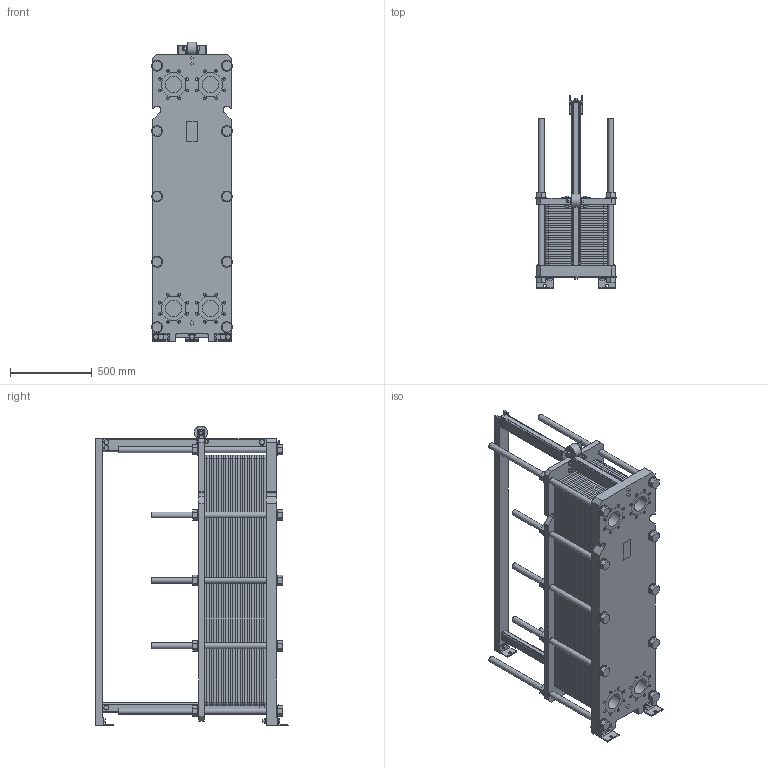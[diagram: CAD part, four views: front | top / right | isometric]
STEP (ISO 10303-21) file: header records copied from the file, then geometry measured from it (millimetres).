
FILE_DESCRIPTION(/* description */ (''),/* implementation_level */ '2;1');
FILE_NAME(/* name */ '3d_RLG-51-130-P10-8129700.stp',/* time_stamp */ '2020-09-01T14:15:47+02:00',/* author */ ('Andrzej'),/* organization */ (''),/* preprocessor_version */ 'ST-DEVELOPER v16.13',/* originating_system */ 'AutoCAD Mechanical',/* authorisation */ '');
FILE_SCHEMA (('AUTOMOTIVE_DESIGN { 1 0 10303 214 3 1 1 }'));
Length unit declared in the file: millimetre
Products named in the file (1): Product
Bounding box: 490.9 x 1175 x 1829.98 mm (x, y, z)
Volume: 312015701.2 mm3; surface area: 37944353.8 mm2
Topology: 28 solids, 30 shells, 978 faces, 3664 edges, 4089 vertices
Faces by surface type: plane 689, cylinder 289
Full cylindrical faces by diameter (mm): 12 x4, 16 x37, 18 x3, 20 x1, 24 x8, 30 x31, 36 x20, 37 x2, 66 x20, 80 x1, 100 x4, 150 x4
Entity records: 38972 total; most frequent: CARTESIAN_POINT 8833, DIRECTION 6664, ORIENTED_EDGE 4504, LINE 2258, VECTOR 2258, EDGE_CURVE 2252, AXIS2_PLACEMENT_3D 2203, VERTEX_POINT 1564
